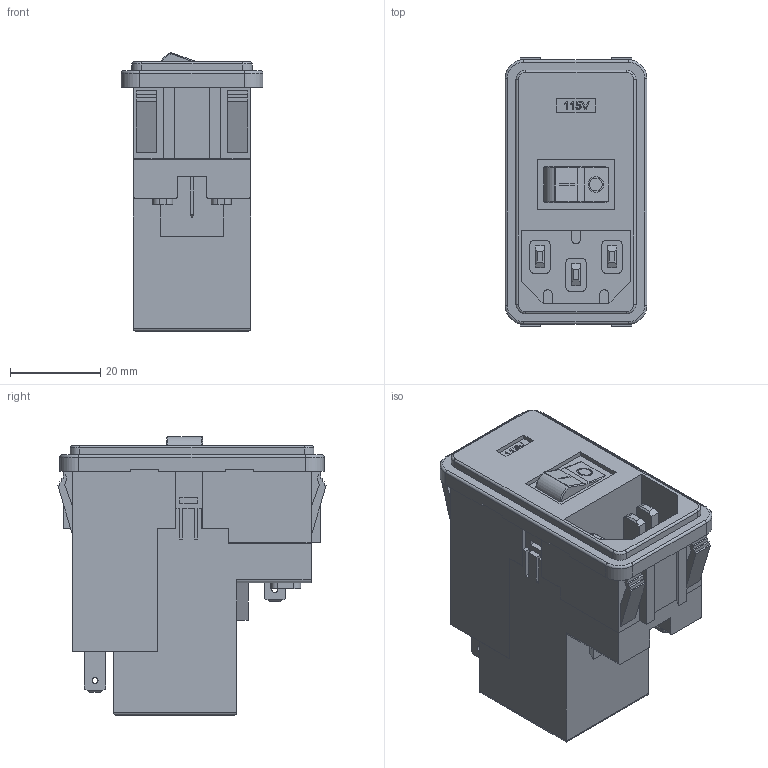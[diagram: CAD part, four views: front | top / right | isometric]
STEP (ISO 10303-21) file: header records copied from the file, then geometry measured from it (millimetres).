
FILE_DESCRIPTION (( 'STEP AP203' ), '1' );
FILE_NAME ('83545040-R1.STEP', '2007-07-23T15:05:11', ( ' ' ), ( ' ' ), 'SwSTEP 2.0', 'SolidWorks 2007', '' );
FILE_SCHEMA (( 'CONFIG_CONTROL_DESIGN' ));
Length unit declared in the file: millimetre
Products named in the file (1): 83545040-R1
Bounding box: 31.49 x 59.52 x 61.79 mm (x, y, z)
Volume: 61052.6 mm3; surface area: 20831.2 mm2
Topology: 1 solids, 1 shells, 629 faces, 1743 edges, 1150 vertices
Faces by surface type: plane 480, cylinder 83, bspline 52, torus 12, sphere 2
Entity records: 22549 total; most frequent: CARTESIAN_POINT 6518, ORIENTED_EDGE 3482, DIRECTION 2955, EDGE_CURVE 1741, LINE 1459, VECTOR 1459, VERTEX_POINT 1150, AXIS2_PLACEMENT_3D 748
